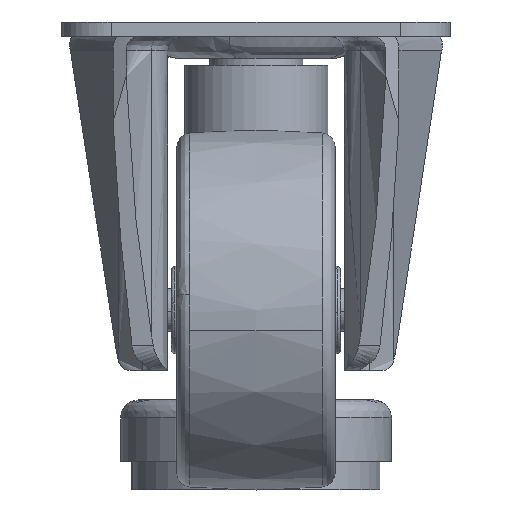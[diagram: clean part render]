
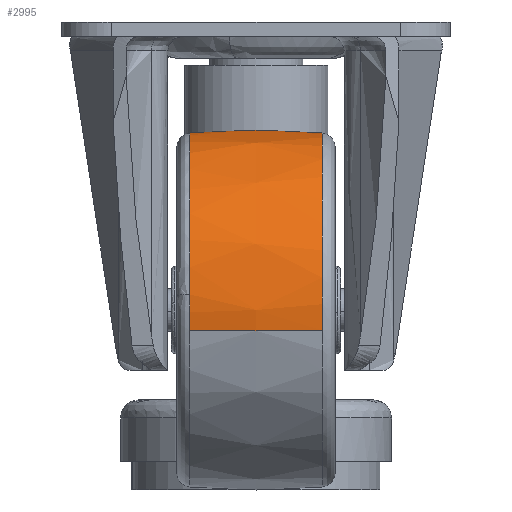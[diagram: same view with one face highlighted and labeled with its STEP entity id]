
A CAD part, left-side view. The second image highlights one B-rep face of the part: STEP entity #2995.
In plain terms, the highlighted free-form (B-spline) face has degree [2, 2] with [3, 9] control points.
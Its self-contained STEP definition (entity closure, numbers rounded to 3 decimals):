
#2512=CARTESIAN_POINT('',(5.566,9.184,-44.755));
#2513=VERTEX_POINT('',#2512);
#2527=CARTESIAN_POINT('',(-19.,9.184,-68.577));
#2528=VERTEX_POINT('',#2527);
#2529=CARTESIAN_POINT('',(5.566,9.184,-44.755));
#2530=CARTESIAN_POINT('',(4.833,9.184,-68.577));
#2531=CARTESIAN_POINT('',(-19.,9.184,-68.577));
#2539=(BOUNDED_CURVE()B_SPLINE_CURVE(2,(#2529,#2530,#2531),.UNSPECIFIED.,.F.,.U.)B_SPLINE_CURVE_WITH_KNOTS((3,3),(0.255,0.5),.UNSPECIFIED.)CURVE()GEOMETRIC_REPRESENTATION_ITEM()RATIONAL_B_SPLINE_CURVE((0.988,0.713,1.0))REPRESENTATION_ITEM(''));
#2540=EDGE_CURVE('',#2513,#2528,#2539,.T.);
#2542=CARTESIAN_POINT('',(-43.413,9.184,-46.838));
#2543=VERTEX_POINT('',#2542);
#2557=CARTESIAN_POINT('',(-43.482,9.184,-41.841));
#2558=VERTEX_POINT('',#2557);
#2559=CARTESIAN_POINT('',(-43.413,9.184,-46.838));
#2560=CARTESIAN_POINT('',(-43.577,9.184,-45.424));
#2561=CARTESIAN_POINT('',(-43.577,9.184,-44.));
#2562=CARTESIAN_POINT('',(-43.577,9.184,-42.918));
#2563=CARTESIAN_POINT('',(-43.482,9.184,-41.841));
#2571=(BOUNDED_CURVE()B_SPLINE_CURVE(2,(#2559,#2560,#2561,#2562,#2563),.UNSPECIFIED.,.F.,.U.)B_SPLINE_CURVE_WITH_KNOTS((3,2,3),(0.73,0.75,0.765),.UNSPECIFIED.)CURVE()GEOMETRIC_REPRESENTATION_ITEM()RATIONAL_B_SPLINE_CURVE((0.957,0.977,1.0,0.982,0.966))REPRESENTATION_ITEM(''));
#2572=EDGE_CURVE('',#2543,#2558,#2571,.T.);
#2661=CARTESIAN_POINT('',(-19.,9.184,-19.423));
#2662=VERTEX_POINT('',#2661);
#2663=CARTESIAN_POINT('',(-43.482,9.184,-41.841));
#2664=CARTESIAN_POINT('',(-41.505,9.184,-19.423));
#2665=CARTESIAN_POINT('',(-19.,9.184,-19.423));
#2673=(BOUNDED_CURVE()B_SPLINE_CURVE(2,(#2663,#2664,#2665),.UNSPECIFIED.,.F.,.U.)B_SPLINE_CURVE_WITH_KNOTS((3,3),(0.765,1.0),.UNSPECIFIED.)CURVE()GEOMETRIC_REPRESENTATION_ITEM()RATIONAL_B_SPLINE_CURVE((0.966,0.725,1.0))REPRESENTATION_ITEM(''));
#2674=EDGE_CURVE('',#2558,#2662,#2673,.T.);
#2676=CARTESIAN_POINT('',(-19.,9.184,-19.423));
#2677=CARTESIAN_POINT('',(5.577,9.184,-19.423));
#2678=CARTESIAN_POINT('',(5.577,9.184,-44.));
#2679=CARTESIAN_POINT('',(5.577,9.184,-44.378));
#2680=CARTESIAN_POINT('',(5.566,9.184,-44.755));
#2688=(BOUNDED_CURVE()B_SPLINE_CURVE(2,(#2676,#2677,#2678,#2679,#2680),.UNSPECIFIED.,.F.,.U.)B_SPLINE_CURVE_WITH_KNOTS((3,2,3),(0.0,0.25,0.255),.UNSPECIFIED.)CURVE()GEOMETRIC_REPRESENTATION_ITEM()RATIONAL_B_SPLINE_CURVE((1.0,0.707,1.0,0.994,0.988))REPRESENTATION_ITEM(''));
#2689=EDGE_CURVE('',#2662,#2513,#2688,.T.);
#2730=CARTESIAN_POINT('',(-9.174,-9.184,-66.528));
#2731=VERTEX_POINT('',#2730);
#2732=CARTESIAN_POINT('',(-19.,-9.184,-68.577));
#2733=VERTEX_POINT('',#2732);
#2734=CARTESIAN_POINT('',(-9.174,-9.184,-66.528));
#2735=CARTESIAN_POINT('',(-13.873,-9.184,-68.577));
#2736=CARTESIAN_POINT('',(-19.,-9.184,-68.577));
#2744=(BOUNDED_CURVE()B_SPLINE_CURVE(2,(#2734,#2735,#2736),.UNSPECIFIED.,.F.,.U.)B_SPLINE_CURVE_WITH_KNOTS((3,3),(0.432,0.5),.UNSPECIFIED.)CURVE()GEOMETRIC_REPRESENTATION_ITEM()RATIONAL_B_SPLINE_CURVE((0.884,0.92,1.0))REPRESENTATION_ITEM(''));
#2745=EDGE_CURVE('',#2731,#2733,#2744,.T.);
#2809=CARTESIAN_POINT('',(5.42,-9.184,-41.226));
#2810=VERTEX_POINT('',#2809);
#2824=CARTESIAN_POINT('',(-19.,-9.184,-19.423));
#2825=VERTEX_POINT('',#2824);
#2826=CARTESIAN_POINT('',(-19.,-9.184,-19.423));
#2827=CARTESIAN_POINT('',(2.944,-9.184,-19.423));
#2828=CARTESIAN_POINT('',(5.42,-9.184,-41.226));
#2836=(BOUNDED_CURVE()B_SPLINE_CURVE(2,(#2826,#2827,#2828),.UNSPECIFIED.,.F.,.U.)B_SPLINE_CURVE_WITH_KNOTS((3,3),(0.0,0.23),.UNSPECIFIED.)CURVE()GEOMETRIC_REPRESENTATION_ITEM()RATIONAL_B_SPLINE_CURVE((1.0,0.73,0.958))REPRESENTATION_ITEM(''));
#2837=EDGE_CURVE('',#2825,#2810,#2836,.T.);
#2839=CARTESIAN_POINT('',(-43.413,-9.184,-46.838));
#2840=VERTEX_POINT('',#2839);
#2841=CARTESIAN_POINT('',(-43.413,-9.184,-46.838));
#2842=CARTESIAN_POINT('',(-43.577,-9.184,-45.424));
#2843=CARTESIAN_POINT('',(-43.577,-9.184,-44.));
#2844=CARTESIAN_POINT('',(-43.577,-9.184,-19.423));
#2845=CARTESIAN_POINT('',(-19.,-9.184,-19.423));
#2853=(BOUNDED_CURVE()B_SPLINE_CURVE(2,(#2841,#2842,#2843,#2844,#2845),.UNSPECIFIED.,.F.,.U.)B_SPLINE_CURVE_WITH_KNOTS((3,2,3),(0.73,0.75,1.0),.UNSPECIFIED.)CURVE()GEOMETRIC_REPRESENTATION_ITEM()RATIONAL_B_SPLINE_CURVE((0.957,0.977,1.0,0.707,1.0))REPRESENTATION_ITEM(''));
#2854=EDGE_CURVE('',#2840,#2825,#2853,.T.);
#2889=CARTESIAN_POINT('',(5.42,-9.184,-41.226));
#2890=CARTESIAN_POINT('',(5.577,-9.184,-42.609));
#2891=CARTESIAN_POINT('',(5.577,-9.184,-44.));
#2892=CARTESIAN_POINT('',(5.577,-9.184,-60.093));
#2893=CARTESIAN_POINT('',(-9.174,-9.184,-66.528));
#2901=(BOUNDED_CURVE()B_SPLINE_CURVE(2,(#2889,#2890,#2891,#2892,#2893),.UNSPECIFIED.,.F.,.U.)B_SPLINE_CURVE_WITH_KNOTS((3,2,3),(0.23,0.25,0.432),.UNSPECIFIED.)CURVE()GEOMETRIC_REPRESENTATION_ITEM()RATIONAL_B_SPLINE_CURVE((0.958,0.977,1.0,0.787,0.884))REPRESENTATION_ITEM(''));
#2902=EDGE_CURVE('',#2810,#2731,#2901,.T.);
#2924=CARTESIAN_POINT('',(-43.325,10.097,-46.828));
#2925=CARTESIAN_POINT('',(-44.343,0.,-46.946));
#2926=CARTESIAN_POINT('',(-43.325,-10.097,-46.828));
#2927=CARTESIAN_POINT('',(-43.489,10.097,-45.419));
#2928=CARTESIAN_POINT('',(-44.514,0.,-45.478));
#2929=CARTESIAN_POINT('',(-43.489,-10.097,-45.419));
#2930=CARTESIAN_POINT('',(-43.489,10.097,-44.));
#2931=CARTESIAN_POINT('',(-44.514,0.,-44.));
#2932=CARTESIAN_POINT('',(-43.489,-10.097,-44.));
#2933=CARTESIAN_POINT('',(-43.489,10.097,-19.511));
#2934=CARTESIAN_POINT('',(-44.514,0.,-18.486));
#2935=CARTESIAN_POINT('',(-43.489,-10.097,-19.511));
#2936=CARTESIAN_POINT('',(-19.,10.097,-19.511));
#2937=CARTESIAN_POINT('',(-19.,0.,-18.486));
#2938=CARTESIAN_POINT('',(-19.,-10.097,-19.511));
#2939=CARTESIAN_POINT('',(5.489,10.097,-19.511));
#2940=CARTESIAN_POINT('',(6.514,0.,-18.486));
#2941=CARTESIAN_POINT('',(5.489,-10.097,-19.511));
#2942=CARTESIAN_POINT('',(5.489,10.097,-44.));
#2943=CARTESIAN_POINT('',(6.514,0.,-44.));
#2944=CARTESIAN_POINT('',(5.489,-10.097,-44.));
#2945=CARTESIAN_POINT('',(5.489,10.097,-68.489));
#2946=CARTESIAN_POINT('',(6.514,0.,-69.514));
#2947=CARTESIAN_POINT('',(5.489,-10.097,-68.489));
#2948=CARTESIAN_POINT('',(-19.,10.097,-68.489));
#2949=CARTESIAN_POINT('',(-19.,0.,-69.514));
#2950=CARTESIAN_POINT('',(-19.,-10.097,-68.489));
#2958=(BOUNDED_SURFACE()B_SPLINE_SURFACE(2,2,((#2924,#2927,#2930,#2933,#2936,#2939,#2942,#2945,#2948),(#2925,#2928,#2931,#2934,#2937,#2940,#2943,#2946,#2949),(#2926,#2929,#2932,#2935,#2938,#2941,#2944,#2947,#2950)),.UNSPECIFIED.,.F.,.F.,.U.)B_SPLINE_SURFACE_WITH_KNOTS((3,3),(3,2,2,2,3),(0.0,20.245),(0.0,3.314,44.735,86.156,127.578),.UNSPECIFIED.)GEOMETRIC_REPRESENTATION_ITEM()RATIONAL_B_SPLINE_SURFACE(((0.839,0.857,0.877,0.62,0.877,0.62,0.877,0.62,0.877),(0.835,0.852,0.873,0.617,0.873,0.617,0.873,0.617,0.873),(0.839,0.857,0.877,0.62,0.877,0.62,0.877,0.62,0.877)))REPRESENTATION_ITEM('')SURFACE());
#2959=ORIENTED_EDGE('',*,*,#2674,.F.);
#2960=ORIENTED_EDGE('',*,*,#2572,.F.);
#2961=CARTESIAN_POINT('',(-43.413,9.184,-46.838));
#2962=CARTESIAN_POINT('',(-44.254,0.,-46.936));
#2963=CARTESIAN_POINT('',(-43.413,-9.184,-46.838));
#2971=(BOUNDED_CURVE()B_SPLINE_CURVE(2,(#2961,#2962,#2963),.UNSPECIFIED.,.F.,.U.)B_SPLINE_CURVE_WITH_KNOTS((3,3),(0.439,0.561),.UNSPECIFIED.)CURVE()GEOMETRIC_REPRESENTATION_ITEM()RATIONAL_B_SPLINE_CURVE((0.839,0.836,0.839))REPRESENTATION_ITEM(''));
#2972=EDGE_CURVE('',#2543,#2840,#2971,.T.);
#2973=ORIENTED_EDGE('',*,*,#2972,.T.);
#2974=ORIENTED_EDGE('',*,*,#2854,.T.);
#2975=ORIENTED_EDGE('',*,*,#2837,.T.);
#2976=ORIENTED_EDGE('',*,*,#2902,.T.);
#2977=ORIENTED_EDGE('',*,*,#2745,.T.);
#2978=CARTESIAN_POINT('',(-19.,9.184,-68.577));
#2979=CARTESIAN_POINT('',(-19.,0.,-69.424));
#2980=CARTESIAN_POINT('',(-19.,-9.184,-68.577));
#2988=(BOUNDED_CURVE()B_SPLINE_CURVE(2,(#2978,#2979,#2980),.UNSPECIFIED.,.F.,.U.)B_SPLINE_CURVE_WITH_KNOTS((3,3),(0.439,0.561),.UNSPECIFIED.)CURVE()GEOMETRIC_REPRESENTATION_ITEM()RATIONAL_B_SPLINE_CURVE((0.877,0.873,0.877))REPRESENTATION_ITEM(''));
#2989=EDGE_CURVE('',#2528,#2733,#2988,.T.);
#2990=ORIENTED_EDGE('',*,*,#2989,.F.);
#2991=ORIENTED_EDGE('',*,*,#2540,.F.);
#2992=ORIENTED_EDGE('',*,*,#2689,.F.);
#2993=EDGE_LOOP('',(#2959,#2960,#2973,#2974,#2975,#2976,#2977,#2990,#2991,#2992));
#2994=FACE_OUTER_BOUND('',#2993,.T.);
#2995=ADVANCED_FACE('',(#2994),#2958,.T.);
